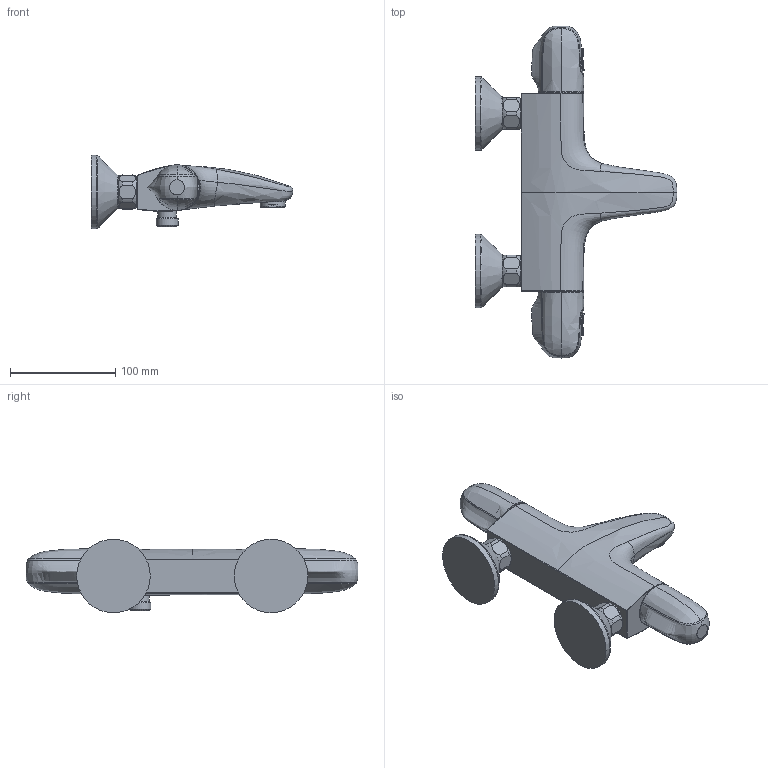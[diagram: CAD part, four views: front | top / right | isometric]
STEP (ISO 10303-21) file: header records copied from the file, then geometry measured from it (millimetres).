
FILE_DESCRIPTION(/* description */ ('Unknown'),/* implementation_level */ '2;1');
FILE_NAME(/* name */ '34439003',/* time_stamp */ '2022-09-08T16:11:05+02:00',/* author */ ('Unknown'),/* organization */ ('GROHE AG'),/* preprocessor_version */ 'ST-DEVELOPER v16.7',/* originating_system */ 'DEX',/* authorisation */ $);
FILE_SCHEMA (('AUTOMOTIVE_DESIGN {1 0 10303 214 3 1 1}'));
Products named in the file (5): 34439003; id11; ALIAS BREP MODEL; REVOLVE#103; SQUARE#75
Assembly tree (4 placements, depth 2):
  34439003
    id11
    ALIAS BREP MODEL
    REVOLVE#103
    SQUARE#75
Bounding box: 192.11 x 315.95 x 70 mm (x, y, z)
Volume: 130236.1 mm3; surface area: 143896.4 mm2
Topology: 3 solids, 13 shells, 220 faces, 659 edges, 437 vertices
Faces by surface type: bspline 134, plane 40, cylinder 26, torus 10, cone 8, sphere 2
Full cylindrical faces by diameter (mm): 18 x1, 20.96 x1, 22.039 x1, 23.6 x1, 24.5 x2, 27.346 x2, 40 x4, 70 x2
Entity records: 39025 total; most frequent: CARTESIAN_POINT 33316, ORIENTED_EDGE 1152, EDGE_CURVE 602, DIRECTION 438, B_SPLINE_CURVE_WITH_KNOTS 434, VERTEX_POINT 418, EDGE_LOOP 258, FACE_BOUND 258
